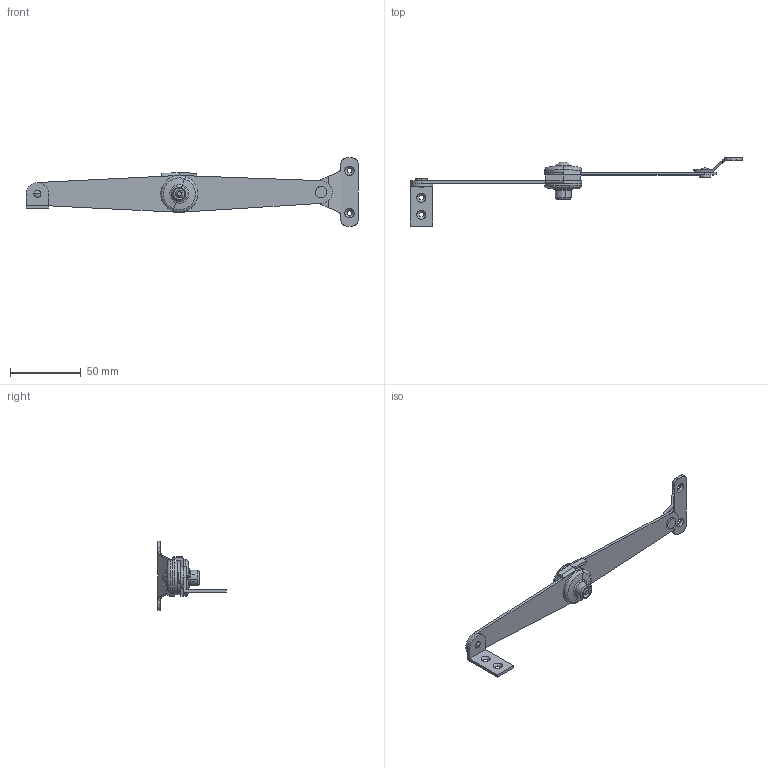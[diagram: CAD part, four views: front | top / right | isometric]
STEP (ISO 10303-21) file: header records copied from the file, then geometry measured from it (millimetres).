
FILE_DESCRIPTION (( 'STEP AP203' ), '1' );
FILE_NAME ('B-1472-1-L.STEP', '2007-03-03T04:55:28', ( ' ' ), ( ' ' ), 'SwSTEP 2.0', 'SolidWorks 2006004', '' );
FILE_SCHEMA (( 'CONFIG_CONTROL_DESIGN' ));
Length unit declared in the file: millimetre
Products named in the file (10): Z型ブラケット_ﾃﾞﾌｫﾙﾄ; ブラケットピン_ﾃﾞﾌｫﾙﾄ; B-1472-1-L; センターピン_ﾃﾞﾌｫﾙﾄ; センター樹脂部品(上）_ﾃﾞﾌｫﾙﾄ; 暯斅-俴_暯斅-L; センター部スペーサー_ﾃﾞﾌｫﾙﾄ; 俴帤僽儔働僢僩_棉太倌; センター樹脂部品（下）_ﾃﾞﾌｫﾙﾄ; 六角ナットM5（クラス2）_JIS B 1181 Hexagon nut - Class 2 Finished M5 --N
Assembly tree (12 placements, depth 2):
  B-1472-1-L
    六角ナットM5（クラス2）_JIS B 1181 Hexagon nut - Class 2 Finished M5 --N
    センター部スペーサー_ﾃﾞﾌｫﾙﾄ  x2
    センターピン_ﾃﾞﾌｫﾙﾄ
    ブラケットピン_ﾃﾞﾌｫﾙﾄ  x2
    暯斅-俴_暯斅-L  x2
    センター樹脂部品（下）_ﾃﾞﾌｫﾙﾄ
    Z型ブラケット_ﾃﾞﾌｫﾙﾄ
    俴帤僽儔働僢僩_棉太倌
    センター樹脂部品(上）_ﾃﾞﾌｫﾙﾄ
Bounding box: 233.99 x 48 x 48 mm (x, y, z)
Volume: 17576.4 mm3; surface area: 21793.2 mm2
Topology: 12 solids, 12 shells, 203 faces, 463 edges, 291 vertices
Faces by surface type: plane 76, cylinder 75, cone 30, torus 16, sphere 6
Entity records: 6144 total; most frequent: CARTESIAN_POINT 982, DIRECTION 918, ORIENTED_EDGE 788, EDGE_CURVE 394, AXIS2_PLACEMENT_3D 378, VERTEX_POINT 246, EDGE_LOOP 200, CIRCLE 192
